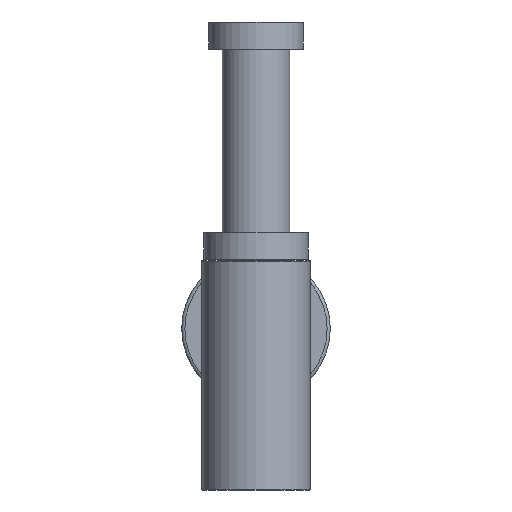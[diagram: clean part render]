
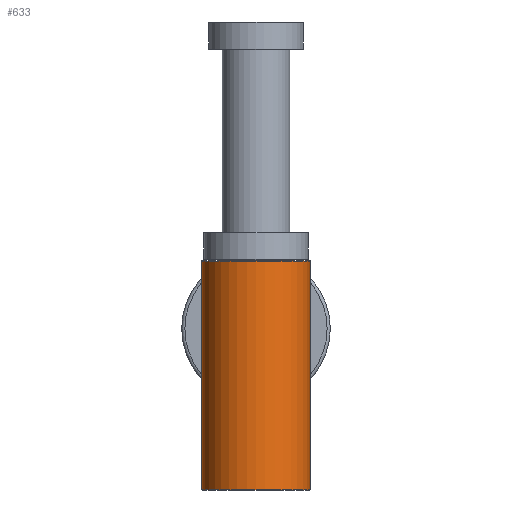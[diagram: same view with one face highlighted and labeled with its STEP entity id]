
A CAD part, front view. The second image highlights one B-rep face of the part: STEP entity #633.
In plain terms, the highlighted cylindrical face has radius 25.5 mm (diameter 51 mm), a full revolution.
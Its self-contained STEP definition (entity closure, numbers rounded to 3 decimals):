
#31=B_SPLINE_CURVE_WITH_KNOTS('',3,(#1537,#1538,#1539,#1540,#1541,#1542,
#1543,#1544,#1545,#1546,#1547,#1548,#1549,#1550,#1551,#1552,#1553,#1554,
#1555,#1556,#1557,#1558,#1559,#1560,#1561,#1562,#1563,#1564,#1565,#1566,
#1567,#1568,#1569,#1570,#1571,#1572,#1573,#1574,#1575,#1576,#1577,#1578),
 .UNSPECIFIED.,.T.,.F.,(1,1,1,1,1,1,1,1,1,1,1,1,1,1,1,1,1,1,1,1,1,1,1,1,
1,1,1,1,1,1,1,1,1,1,1,1,1,1,1,1,1,1,1,1,1,1),(-0.01,-0.008,
-0.005,0.,0.003,0.005,0.008,
0.01,0.015,0.02,0.025,
0.03,0.035,0.04,0.045,
0.05,0.055,0.06,0.065,
0.068,0.07,0.075,0.078,
0.08,0.085,0.09,0.095,
0.1,0.105,0.11,0.113,
0.115,0.118,0.12,0.125,
0.13,0.135,0.14,0.145,
0.15,0.153,0.155,0.16,
0.163,0.165,0.168),.UNSPECIFIED.);
#58=CYLINDRICAL_SURFACE('',#882,25.5);
#107=ORIENTED_EDGE('',*,*,#219,.T.);
#108=ORIENTED_EDGE('',*,*,#220,.T.);
#109=ORIENTED_EDGE('',*,*,#221,.T.);
#219=EDGE_CURVE('',#280,#280,#31,.T.);
#220=EDGE_CURVE('',#281,#281,#339,.F.);
#221=EDGE_CURVE('',#282,#282,#340,.F.);
#280=VERTEX_POINT('',#1579);
#281=VERTEX_POINT('',#1581);
#282=VERTEX_POINT('',#1583);
#339=CIRCLE('',#883,25.5);
#340=CIRCLE('',#884,25.5);
#402=EDGE_LOOP('',(#107));
#403=EDGE_LOOP('',(#108));
#404=EDGE_LOOP('',(#109));
#514=FACE_BOUND('',#402,.T.);
#515=FACE_BOUND('',#403,.T.);
#516=FACE_BOUND('',#404,.T.);
#633=ADVANCED_FACE('',(#514,#515,#516),#58,.T.);
#882=AXIS2_PLACEMENT_3D('',#1536,#1020,#1021);
#883=AXIS2_PLACEMENT_3D('',#1580,#1022,#1023);
#884=AXIS2_PLACEMENT_3D('',#1582,#1024,#1025);
#1020=DIRECTION('',(0.,0.,1.));
#1021=DIRECTION('',(1.,0.,0.));
#1022=DIRECTION('',(0.,0.,1.));
#1023=DIRECTION('',(1.,0.,0.));
#1024=DIRECTION('',(0.,0.,-1.));
#1025=DIRECTION('',(-1.,0.,0.));
#1536=CARTESIAN_POINT('',(0.,0.,-90.));
#1537=CARTESIAN_POINT('',(4.125,25.255,23.952));
#1538=CARTESIAN_POINT('',(0.84,25.582,24.351));
#1539=CARTESIAN_POINT('',(-2.501,25.417,24.148));
#1540=CARTESIAN_POINT('',(-4.892,25.065,23.717));
#1541=CARTESIAN_POINT('',(-7.223,24.493,23.013));
#1542=CARTESIAN_POINT('',(-10.111,23.495,21.771));
#1543=CARTESIAN_POINT('',(-13.348,21.857,19.701));
#1544=CARTESIAN_POINT('',(-16.485,19.572,16.693));
#1545=CARTESIAN_POINT('',(-19.02,17.092,13.181));
#1546=CARTESIAN_POINT('',(-20.895,14.705,9.316));
#1547=CARTESIAN_POINT('',(-22.165,12.65,4.932));
#1548=CARTESIAN_POINT('',(-22.649,11.711,-0.002));
#1549=CARTESIAN_POINT('',(-22.158,12.66,-4.961));
#1550=CARTESIAN_POINT('',(-20.901,14.697,-9.302));
#1551=CARTESIAN_POINT('',(-19.001,17.111,-13.21));
#1552=CARTESIAN_POINT('',(-16.515,19.548,-16.658));
#1553=CARTESIAN_POINT('',(-13.853,21.486,-19.213));
#1554=CARTESIAN_POINT('',(-11.422,22.833,-20.935));
#1555=CARTESIAN_POINT('',(-8.724,24.043,-22.457));
#1556=CARTESIAN_POINT('',(-5.753,24.936,-23.558));
#1557=CARTESIAN_POINT('',(-2.498,25.417,-24.149));
#1558=CARTESIAN_POINT('',(0.77,25.581,-24.349));
#1559=CARTESIAN_POINT('',(4.915,25.181,-23.86));
#1560=CARTESIAN_POINT('',(9.429,23.836,-22.203));
#1561=CARTESIAN_POINT('',(13.308,21.881,-19.733));
#1562=CARTESIAN_POINT('',(16.464,19.59,-16.717));
#1563=CARTESIAN_POINT('',(18.995,17.121,-13.223));
#1564=CARTESIAN_POINT('',(20.567,15.12,-9.994));
#1565=CARTESIAN_POINT('',(21.509,13.713,-7.193));
#1566=CARTESIAN_POINT('',(22.056,12.809,-4.919));
#1567=CARTESIAN_POINT('',(22.401,12.187,-2.542));
#1568=CARTESIAN_POINT('',(22.569,11.868,0.791));
#1569=CARTESIAN_POINT('',(22.172,12.636,4.895));
#1570=CARTESIAN_POINT('',(20.905,14.69,9.29));
#1571=CARTESIAN_POINT('',(19.031,17.08,13.164));
#1572=CARTESIAN_POINT('',(16.491,19.567,16.685));
#1573=CARTESIAN_POINT('',(13.364,21.847,19.689));
#1574=CARTESIAN_POINT('',(10.117,23.492,21.768));
#1575=CARTESIAN_POINT('',(7.24,24.488,23.006));
#1576=CARTESIAN_POINT('',(4.125,25.255,23.952));
#1577=CARTESIAN_POINT('',(0.84,25.582,24.351));
#1578=CARTESIAN_POINT('',(-2.501,25.417,24.148));
#1579=CARTESIAN_POINT('',(0.,25.5,24.25));
#1580=CARTESIAN_POINT('',(0.,0.,31.8));
#1581=CARTESIAN_POINT('',(25.5,0.,31.8));
#1582=CARTESIAN_POINT('',(0.,0.,-75.8));
#1583=CARTESIAN_POINT('',(-25.5,0.,-75.8));
